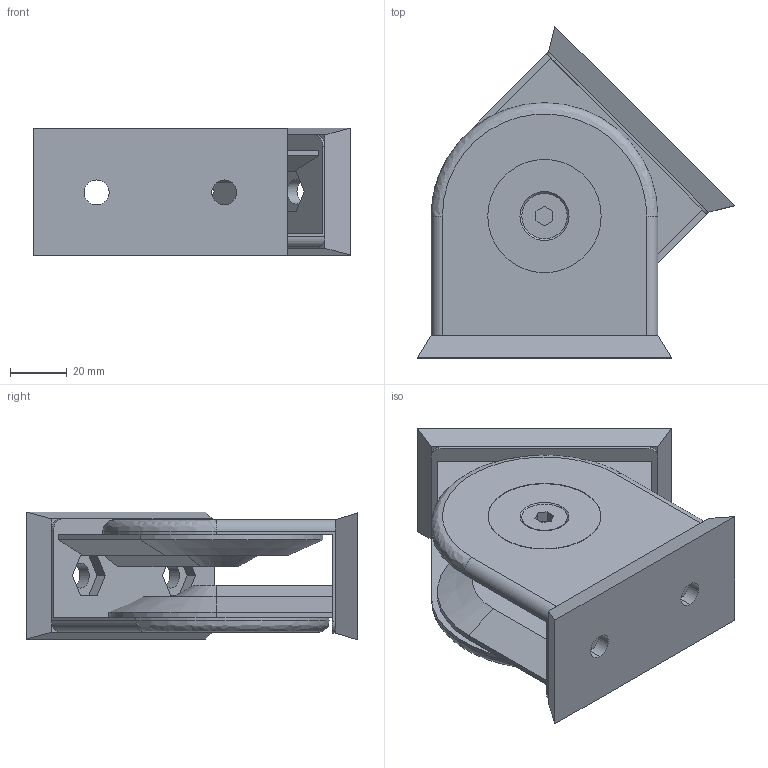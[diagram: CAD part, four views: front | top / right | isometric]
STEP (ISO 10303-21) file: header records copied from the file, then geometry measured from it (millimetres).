
FILE_DESCRIPTION (( 'STEP AP214' ), '1' );
FILE_NAME ('61214152', '2019-02-04T08:22:29', ( '' ), ('JUGARD+KÜNSTNER GmbH'), 'SwSTEP 2.0', 'SolidWorks 2017', '' );
FILE_SCHEMA (( 'AUTOMOTIVE_DESIGN' ));
Length unit declared in the file: millimetre
Products named in the file (3): 61214152_CNAJF00; Kopie von 6121415_3^61214152; Kopie von 6121415_4^61214152
Assembly tree (2 placements, depth 2):
  61214152_CNAJF00
    Kopie von 6121415_3^61214152
    Kopie von 6121415_4^61214152
Bounding box: 111.83 x 117.03 x 45.1 mm (x, y, z)
Volume: 191881.9 mm3; surface area: 69430.4 mm2
Topology: 2 solids, 4 shells, 208 faces, 498 edges, 320 vertices
Faces by surface type: plane 124, cylinder 64, cone 18, bspline 2
Entity records: 6466 total; most frequent: DIRECTION 1084, CARTESIAN_POINT 1067, ORIENTED_EDGE 996, EDGE_CURVE 498, AXIS2_PLACEMENT_3D 377, VECTOR 330, LINE 330, VERTEX_POINT 320
